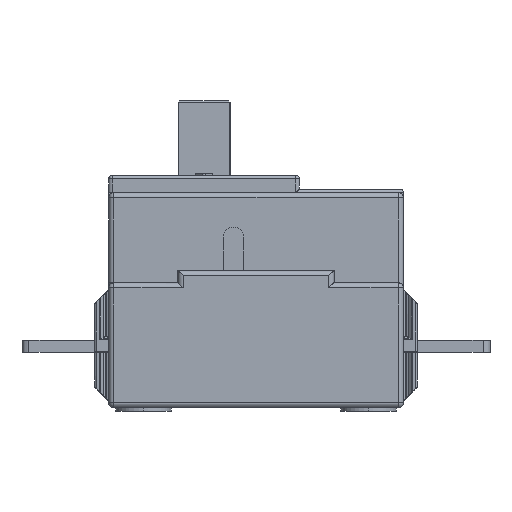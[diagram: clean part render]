
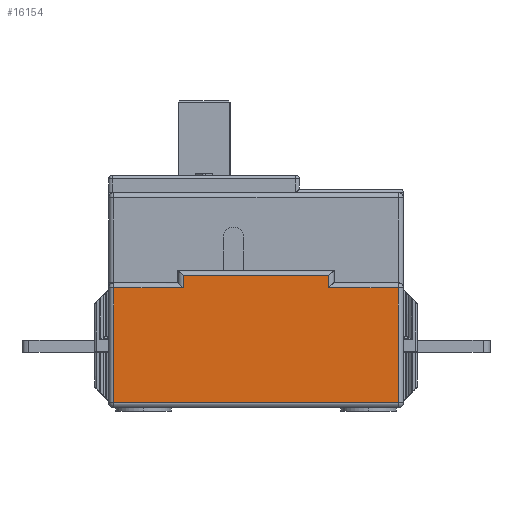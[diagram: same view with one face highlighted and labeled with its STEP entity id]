
A CAD part, left-side view. The second image highlights one B-rep face of the part: STEP entity #16154.
In plain terms, the highlighted planar face has unit normal (-1, 0, 0).
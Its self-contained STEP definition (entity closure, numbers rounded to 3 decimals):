
#1655=DIRECTION('',(0.,0.,-1.));
#1656=VECTOR('',#1655,33.1);
#1657=CARTESIAN_POINT('',(-104.25,-5.5,0.5));
#1658=LINE('',#1657,#1656);
#2005=DIRECTION('',(0.,0.,1.));
#2006=VECTOR('',#2005,33.1);
#2007=CARTESIAN_POINT('',(-104.25,76.5,-32.6));
#2008=LINE('',#2007,#2006);
#2036=DIRECTION('',(0.,1.,0.));
#2037=VECTOR('',#2036,82.);
#2038=CARTESIAN_POINT('',(-104.25,-5.5,-32.6));
#2039=LINE('',#2038,#2037);
#2069=DIRECTION('',(0.,-1.,0.));
#2070=VECTOR('',#2069,20.);
#2071=CARTESIAN_POINT('',(-104.25,76.5,0.5));
#2072=LINE('',#2071,#2070);
#2230=DIRECTION('',(0.,0.,-1.));
#2231=VECTOR('',#2230,3.5);
#2232=CARTESIAN_POINT('',(-104.25,14.5,4.));
#2233=LINE('',#2232,#2231);
#2256=DIRECTION('',(0.,-1.,0.));
#2257=VECTOR('',#2256,20.);
#2258=CARTESIAN_POINT('',(-104.25,14.5,0.5));
#2259=LINE('',#2258,#2257);
#2282=DIRECTION('',(0.,-1.,0.));
#2283=VECTOR('',#2282,42.);
#2284=CARTESIAN_POINT('',(-104.25,56.5,4.));
#2285=LINE('',#2284,#2283);
#2308=DIRECTION('',(0.,0.,1.));
#2309=VECTOR('',#2308,3.5);
#2310=CARTESIAN_POINT('',(-104.25,56.5,0.5));
#2311=LINE('',#2310,#2309);
#13315=CARTESIAN_POINT('',(-104.25,76.5,-32.6));
#13316=VERTEX_POINT('',#13315);
#13317=CARTESIAN_POINT('',(-104.25,76.5,0.5));
#13318=VERTEX_POINT('',#13317);
#13329=CARTESIAN_POINT('',(-104.25,-5.5,-32.6));
#13330=VERTEX_POINT('',#13329);
#13331=CARTESIAN_POINT('',(-104.25,-5.5,0.5));
#13332=VERTEX_POINT('',#13331);
#13563=CARTESIAN_POINT('',(-104.25,14.5,0.5));
#13564=VERTEX_POINT('',#13563);
#13565=CARTESIAN_POINT('',(-104.25,14.5,4.));
#13566=VERTEX_POINT('',#13565);
#13567=CARTESIAN_POINT('',(-104.25,56.5,4.));
#13568=VERTEX_POINT('',#13567);
#13569=CARTESIAN_POINT('',(-104.25,56.5,0.5));
#13570=VERTEX_POINT('',#13569);
#16134=CARTESIAN_POINT('',(-104.25,69.5,-17.6));
#16135=DIRECTION('',(-1.,0.,0.));
#16136=DIRECTION('',(0.,-1.,0.));
#16137=AXIS2_PLACEMENT_3D('',#16134,#16135,#16136);
#16138=PLANE('',#16137);
#16139=ORIENTED_EDGE('',*,*,#15751,.T.);
#16140=ORIENTED_EDGE('',*,*,#16126,.T.);
#16141=ORIENTED_EDGE('',*,*,#16102,.T.);
#16143=ORIENTED_EDGE('',*,*,#16142,.T.);
#16145=ORIENTED_EDGE('',*,*,#16144,.T.);
#16147=ORIENTED_EDGE('',*,*,#16146,.T.);
#16149=ORIENTED_EDGE('',*,*,#16148,.T.);
#16151=ORIENTED_EDGE('',*,*,#16150,.T.);
#16152=EDGE_LOOP('',(#16139,#16140,#16141,#16143,#16145,#16147,#16149,#16151));
#16153=FACE_OUTER_BOUND('',#16152,.F.);
#15751=EDGE_CURVE('',#13332,#13330,#1658,.T.);
#16102=EDGE_CURVE('',#13316,#13318,#2008,.T.);
#16126=EDGE_CURVE('',#13330,#13316,#2039,.T.);
#16142=EDGE_CURVE('',#13318,#13570,#2072,.T.);
#16144=EDGE_CURVE('',#13570,#13568,#2311,.T.);
#16146=EDGE_CURVE('',#13568,#13566,#2285,.T.);
#16148=EDGE_CURVE('',#13566,#13564,#2233,.T.);
#16150=EDGE_CURVE('',#13564,#13332,#2259,.T.);
#16154=ADVANCED_FACE('',(#16153),#16138,.T.);
